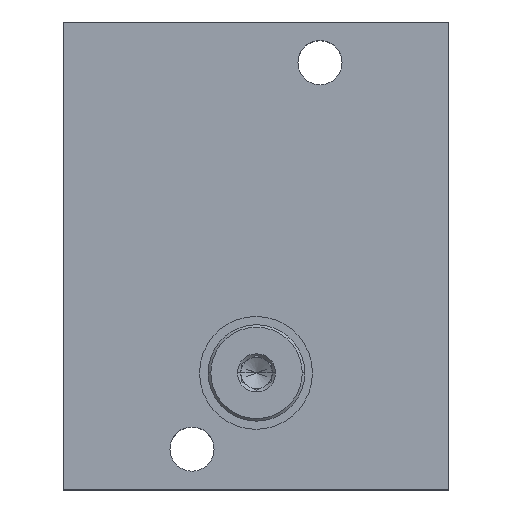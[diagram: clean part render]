
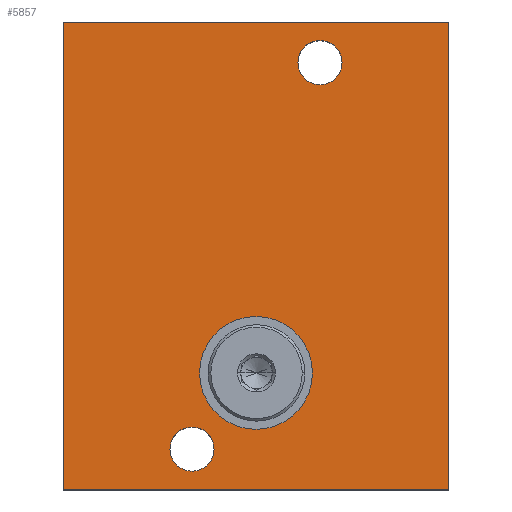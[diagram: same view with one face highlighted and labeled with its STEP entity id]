
A CAD part, top view. The second image highlights one B-rep face of the part: STEP entity #5857.
In plain terms, the highlighted planar face has unit normal (0, 0, 1).
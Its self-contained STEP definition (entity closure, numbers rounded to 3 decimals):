
#4 = CARTESIAN_POINT ( 'NONE',  ( -38., 46., 15.9 ) ) ;
#40 = EDGE_CURVE ( 'NONE', #7050, #3350, #6804, .T. ) ;
#423 = DIRECTION ( 'NONE',  ( 0., -1., 0. ) ) ;
#433 = VERTEX_POINT ( 'NONE', #6652 ) ;
#464 = AXIS2_PLACEMENT_3D ( 'NONE', #1307, #5370, #2547 ) ;
#567 = FACE_BOUND ( 'NONE', #3476, .T. ) ;
#745 = EDGE_LOOP ( 'NONE', ( #5495, #6462, #6279, #4439 ) ) ;
#960 = CARTESIAN_POINT ( 'NONE',  ( 38., 46., 15.9 ) ) ;
#996 = CIRCLE ( 'NONE', #6173, 11.115 ) ;
#1007 = CARTESIAN_POINT ( 'NONE',  ( -38., 46., 15.9 ) ) ;
#1143 = DIRECTION ( 'NONE',  ( 0., 0., 1. ) ) ;
#1161 = ORIENTED_EDGE ( 'NONE', *, *, #3634, .F. ) ;
#1199 = DIRECTION ( 'NONE',  ( 1., 0., 0. ) ) ;
#1307 = CARTESIAN_POINT ( 'NONE',  ( -38., -46.1, 15.9 ) ) ;
#1447 = DIRECTION ( 'NONE',  ( 1., 0., 0. ) ) ;
#1469 = CARTESIAN_POINT ( 'NONE',  ( 38., 46., 15.9 ) ) ;
#1585 = DIRECTION ( 'NONE',  ( 1., 0., 0. ) ) ;
#1745 = CARTESIAN_POINT ( 'NONE',  ( -16.95, -38.1, 15.9 ) ) ;
#1764 = ORIENTED_EDGE ( 'NONE', *, *, #2566, .F. ) ;
#1787 = CARTESIAN_POINT ( 'NONE',  ( 8.25, 38., 15.9 ) ) ;
#1908 = CARTESIAN_POINT ( 'NONE',  ( 0., -23.1, 15.9 ) ) ;
#1928 = DIRECTION ( 'NONE',  ( 1., 0., 0. ) ) ;
#1967 = DIRECTION ( 'NONE',  ( 1., 0., 0. ) ) ;
#2078 = CIRCLE ( 'NONE', #5586, 4.35 ) ;
#2264 = CIRCLE ( 'NONE', #6757, 4.35 ) ;
#2436 = EDGE_CURVE ( 'NONE', #3284, #5060, #5979, .T. ) ;
#2440 = VERTEX_POINT ( 'NONE', #1745 ) ;
#2495 = PLANE ( 'NONE',  #464 ) ;
#2524 = CIRCLE ( 'NONE', #6820, 11.115 ) ;
#2547 = DIRECTION ( 'NONE',  ( 1., 0., 0. ) ) ;
#2566 = EDGE_CURVE ( 'NONE', #5803, #3180, #996, .T. ) ;
#2584 = EDGE_LOOP ( 'NONE', ( #4293, #5822 ) ) ;
#2598 = FACE_OUTER_BOUND ( 'NONE', #745, .T. ) ;
#2601 = CARTESIAN_POINT ( 'NONE',  ( 12.6, 38., 15.9 ) ) ;
#2775 = VECTOR ( 'NONE', #4334, 1000. ) ;
#2845 = VECTOR ( 'NONE', #423, 1000. ) ;
#3138 = VECTOR ( 'NONE', #1585, 1000. ) ;
#3180 = VERTEX_POINT ( 'NONE', #6350 ) ;
#3229 = CARTESIAN_POINT ( 'NONE',  ( -38., 46., 15.9 ) ) ;
#3284 = VERTEX_POINT ( 'NONE', #1787 ) ;
#3350 = VERTEX_POINT ( 'NONE', #5823 ) ;
#3474 = FACE_BOUND ( 'NONE', #2584, .T. ) ;
#3476 = EDGE_LOOP ( 'NONE', ( #1161, #5174 ) ) ;
#3634 = EDGE_CURVE ( 'NONE', #5060, #3284, #2078, .T. ) ;
#3866 = LINE ( 'NONE', #6233, #3138 ) ;
#3965 = CARTESIAN_POINT ( 'NONE',  ( -8.25, -38.1, 15.9 ) ) ;
#4071 = CARTESIAN_POINT ( 'NONE',  ( -12.6, -38.1, 15.9 ) ) ;
#4116 = FACE_BOUND ( 'NONE', #6168, .T. ) ;
#4134 = CARTESIAN_POINT ( 'NONE',  ( 11.115, -23.1, 15.9 ) ) ;
#4178 = ORIENTED_EDGE ( 'NONE', *, *, #5766, .F. ) ;
#4293 = ORIENTED_EDGE ( 'NONE', *, *, #4735, .F. ) ;
#4295 = DIRECTION ( 'NONE',  ( 0., 0., 1. ) ) ;
#4334 = DIRECTION ( 'NONE',  ( 0., 1., 0. ) ) ;
#4380 = VERTEX_POINT ( 'NONE', #3965 ) ;
#4439 = ORIENTED_EDGE ( 'NONE', *, *, #5347, .T. ) ;
#4608 = CARTESIAN_POINT ( 'NONE',  ( 0., -23.1, 15.9 ) ) ;
#4620 = AXIS2_PLACEMENT_3D ( 'NONE', #5852, #5881, #1928 ) ;
#4735 = EDGE_CURVE ( 'NONE', #4380, #2440, #2264, .T. ) ;
#5060 = VERTEX_POINT ( 'NONE', #5589 ) ;
#5174 = ORIENTED_EDGE ( 'NONE', *, *, #2436, .F. ) ;
#5256 = DIRECTION ( 'NONE',  ( 0., 0., 1. ) ) ;
#5332 = DIRECTION ( 'NONE',  ( 1., 0., 0. ) ) ;
#5347 = EDGE_CURVE ( 'NONE', #5594, #7050, #7373, .T. ) ;
#5364 = DIRECTION ( 'NONE',  ( 1., 0., 0. ) ) ;
#5370 = DIRECTION ( 'NONE',  ( 0., 0., 1. ) ) ;
#5393 = DIRECTION ( 'NONE',  ( 0., 0., 1. ) ) ;
#5395 = EDGE_CURVE ( 'NONE', #433, #5594, #7006, .T. ) ;
#5459 = VECTOR ( 'NONE', #7221, 1000. ) ;
#5495 = ORIENTED_EDGE ( 'NONE', *, *, #40, .T. ) ;
#5586 = AXIS2_PLACEMENT_3D ( 'NONE', #2601, #4295, #1447 ) ;
#5589 = CARTESIAN_POINT ( 'NONE',  ( 16.95, 38., 15.9 ) ) ;
#5594 = VERTEX_POINT ( 'NONE', #960 ) ;
#5743 = CIRCLE ( 'NONE', #6082, 4.35 ) ;
#5766 = EDGE_CURVE ( 'NONE', #3180, #5803, #2524, .T. ) ;
#5803 = VERTEX_POINT ( 'NONE', #4134 ) ;
#5822 = ORIENTED_EDGE ( 'NONE', *, *, #6400, .F. ) ;
#5823 = CARTESIAN_POINT ( 'NONE',  ( -38., -46.1, 15.9 ) ) ;
#5852 = CARTESIAN_POINT ( 'NONE',  ( 12.6, 38., 15.9 ) ) ;
#5857 = ADVANCED_FACE ( 'NONE', ( #567, #3474, #4116, #2598 ), #2495, .T. ) ;
#5881 = DIRECTION ( 'NONE',  ( 0., 0., 1. ) ) ;
#5910 = DIRECTION ( 'NONE',  ( 0., 0., 1. ) ) ;
#5979 = CIRCLE ( 'NONE', #4620, 4.35 ) ;
#6082 = AXIS2_PLACEMENT_3D ( 'NONE', #4071, #5256, #5332 ) ;
#6168 = EDGE_LOOP ( 'NONE', ( #1764, #4178 ) ) ;
#6173 = AXIS2_PLACEMENT_3D ( 'NONE', #1908, #5910, #5364 ) ;
#6233 = CARTESIAN_POINT ( 'NONE',  ( -38., -46.1, 15.9 ) ) ;
#6279 = ORIENTED_EDGE ( 'NONE', *, *, #5395, .T. ) ;
#6350 = CARTESIAN_POINT ( 'NONE',  ( -11.115, -23.1, 15.9 ) ) ;
#6400 = EDGE_CURVE ( 'NONE', #2440, #4380, #5743, .T. ) ;
#6462 = ORIENTED_EDGE ( 'NONE', *, *, #6897, .T. ) ;
#6525 = CARTESIAN_POINT ( 'NONE',  ( -12.6, -38.1, 15.9 ) ) ;
#6652 = CARTESIAN_POINT ( 'NONE',  ( 38., -46.1, 15.9 ) ) ;
#6757 = AXIS2_PLACEMENT_3D ( 'NONE', #6525, #5393, #1967 ) ;
#6804 = LINE ( 'NONE', #1007, #2845 ) ;
#6820 = AXIS2_PLACEMENT_3D ( 'NONE', #4608, #1143, #1199 ) ;
#6897 = EDGE_CURVE ( 'NONE', #3350, #433, #3866, .T. ) ;
#7006 = LINE ( 'NONE', #1469, #2775 ) ;
#7050 = VERTEX_POINT ( 'NONE', #4 ) ;
#7221 = DIRECTION ( 'NONE',  ( -1., 0., 0. ) ) ;
#7373 = LINE ( 'NONE', #3229, #5459 ) ;
